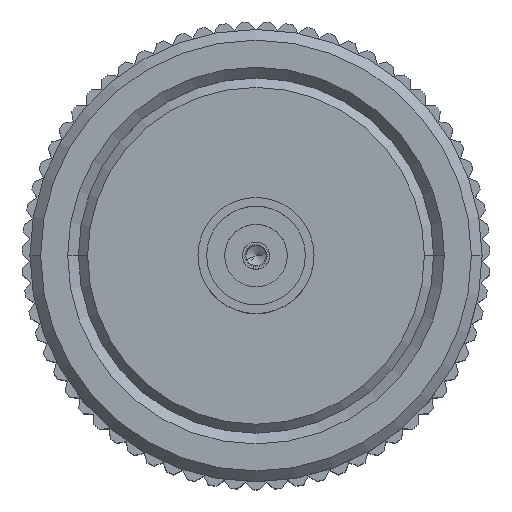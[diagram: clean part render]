
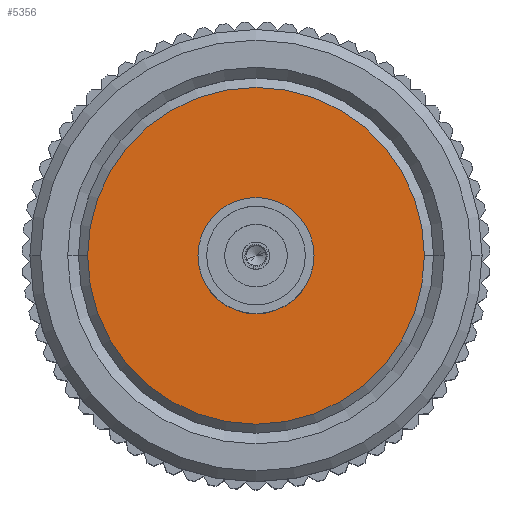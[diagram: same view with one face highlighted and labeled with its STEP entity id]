
A CAD part, top view. The second image highlights one B-rep face of the part: STEP entity #5356.
In plain terms, the highlighted planar face has unit normal (0, 0, 1).
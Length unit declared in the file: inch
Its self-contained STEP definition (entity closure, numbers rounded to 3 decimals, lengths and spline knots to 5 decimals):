
#82 = DIRECTION ( 'NONE',  ( 1., 0., 0. ) ) ;
#197 = CARTESIAN_POINT ( 'NONE',  ( 0.18876, 0.01017, 1.28031 ) ) ;
#916 = AXIS2_PLACEMENT_3D ( 'NONE', #12802, #18378, #9037 ) ;
#917 = VERTEX_POINT ( 'NONE', #8336 ) ;
#2883 = CIRCLE ( 'NONE', #916, 0.1065 ) ;
#3275 = PLANE ( 'NONE',  #13710 ) ;
#3745 = CIRCLE ( 'NONE', #8942, 0.30899 ) ;
#4177 = CARTESIAN_POINT ( 'NONE',  ( 0.08227, 0.01017, 1.28031 ) ) ;
#4268 = EDGE_LOOP ( 'NONE', ( #18777, #6980 ) ) ;
#4392 = DIRECTION ( 'NONE',  ( 0., 0., 1. ) ) ;
#5356 = ADVANCED_FACE ( 'NONE', ( #6243, #15753 ), #3275, .T. ) ;
#5648 = CIRCLE ( 'NONE', #10523, 0.30899 ) ;
#6243 = FACE_OUTER_BOUND ( 'NONE', #4268, .T. ) ;
#6893 = CARTESIAN_POINT ( 'NONE',  ( -0.22673, 0.01017, 1.28031 ) ) ;
#6980 = ORIENTED_EDGE ( 'NONE', *, *, #16531, .F. ) ;
#8091 = VERTEX_POINT ( 'NONE', #197 ) ;
#8172 = CARTESIAN_POINT ( 'NONE',  ( -0.02423, 0.01017, 1.28031 ) ) ;
#8336 = CARTESIAN_POINT ( 'NONE',  ( 0.39126, 0.01017, 1.28031 ) ) ;
#8598 = CARTESIAN_POINT ( 'NONE',  ( 0.08227, 0.01017, 1.28031 ) ) ;
#8942 = AXIS2_PLACEMENT_3D ( 'NONE', #8598, #18038, #11365 ) ;
#9037 = DIRECTION ( 'NONE',  ( 1., 0., 0. ) ) ;
#9331 = CIRCLE ( 'NONE', #11962, 0.1065 ) ;
#10445 = EDGE_CURVE ( 'NONE', #8091, #16283, #2883, .T. ) ;
#10523 = AXIS2_PLACEMENT_3D ( 'NONE', #4177, #15286, #18390 ) ;
#11365 = DIRECTION ( 'NONE',  ( 1., 0., 0. ) ) ;
#11962 = AXIS2_PLACEMENT_3D ( 'NONE', #16220, #4392, #16746 ) ;
#12478 = DIRECTION ( 'NONE',  ( 0., 0., 1. ) ) ;
#12802 = CARTESIAN_POINT ( 'NONE',  ( 0.08227, 0.01017, 1.28031 ) ) ;
#13710 = AXIS2_PLACEMENT_3D ( 'NONE', #14110, #12478, #82 ) ;
#14110 = CARTESIAN_POINT ( 'NONE',  ( 0.08227, 0.01017, 1.28031 ) ) ;
#14626 = EDGE_CURVE ( 'NONE', #16283, #8091, #9331, .T. ) ;
#15286 = DIRECTION ( 'NONE',  ( 0., 0., -1. ) ) ;
#15753 = FACE_BOUND ( 'NONE', #17708, .T. ) ;
#16220 = CARTESIAN_POINT ( 'NONE',  ( 0.08227, 0.01017, 1.28031 ) ) ;
#16283 = VERTEX_POINT ( 'NONE', #8172 ) ;
#16531 = EDGE_CURVE ( 'NONE', #917, #18211, #5648, .T. ) ;
#16746 = DIRECTION ( 'NONE',  ( 1., 0., 0. ) ) ;
#17708 = EDGE_LOOP ( 'NONE', ( #18118, #19409 ) ) ;
#17722 = EDGE_CURVE ( 'NONE', #18211, #917, #3745, .T. ) ;
#18038 = DIRECTION ( 'NONE',  ( 0., 0., -1. ) ) ;
#18118 = ORIENTED_EDGE ( 'NONE', *, *, #14626, .F. ) ;
#18211 = VERTEX_POINT ( 'NONE', #6893 ) ;
#18378 = DIRECTION ( 'NONE',  ( 0., 0., 1. ) ) ;
#18390 = DIRECTION ( 'NONE',  ( 1., 0., 0. ) ) ;
#18777 = ORIENTED_EDGE ( 'NONE', *, *, #17722, .F. ) ;
#19409 = ORIENTED_EDGE ( 'NONE', *, *, #10445, .F. ) ;
